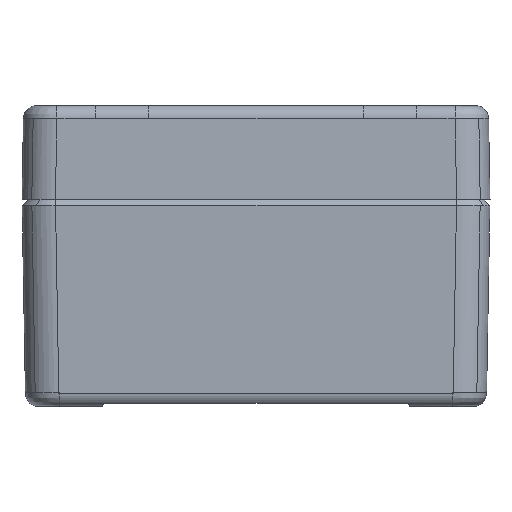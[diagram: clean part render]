
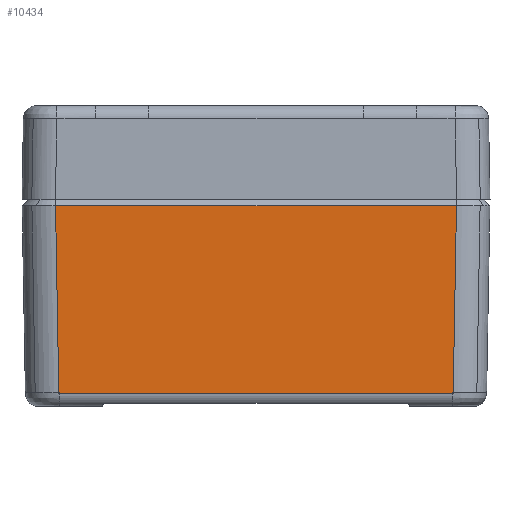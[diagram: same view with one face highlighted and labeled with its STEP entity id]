
A CAD part, front view. The second image highlights one B-rep face of the part: STEP entity #10434.
In plain terms, the highlighted planar face has unit normal (0, -1, -0.018).
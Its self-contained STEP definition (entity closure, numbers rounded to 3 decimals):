
#10371=AXIS2_PLACEMENT_3D('Plane Axis2P3D',#10368,#10369,#10370) ;
#2686=CARTESIAN_POINT('Control Point',(5.017,0.017,30.)) ;
#2687=CARTESIAN_POINT('Control Point',(5.505,0.506,2.031)) ;
#2688=CARTESIAN_POINT('Vertex',(5.017,0.017,30.)) ;
#2690=CARTESIAN_POINT('Vertex',(5.505,0.506,2.031)) ;
#2815=CARTESIAN_POINT('Vertex',(64.983,0.017,30.)) ;
#2819=CARTESIAN_POINT('Control Point',(64.983,0.017,30.)) ;
#2820=CARTESIAN_POINT('Control Point',(64.495,0.506,2.031)) ;
#2821=CARTESIAN_POINT('Vertex',(64.495,0.506,2.031)) ;
#10198=CARTESIAN_POINT('Control Point',(5.507,0.508,1.902)) ;
#10199=CARTESIAN_POINT('Control Point',(5.518,0.508,1.9)) ;
#10200=CARTESIAN_POINT('Control Point',(5.53,0.508,1.899)) ;
#10201=CARTESIAN_POINT('Control Point',(5.541,0.508,1.899)) ;
#10202=CARTESIAN_POINT('Vertex',(5.507,0.508,1.902)) ;
#10204=CARTESIAN_POINT('Vertex',(5.541,0.508,1.899)) ;
#10208=CARTESIAN_POINT('Control Point',(5.505,0.506,2.027)) ;
#10209=CARTESIAN_POINT('Control Point',(5.506,0.505,1.986)) ;
#10210=CARTESIAN_POINT('Control Point',(5.506,0.506,1.944)) ;
#10211=CARTESIAN_POINT('Control Point',(5.507,0.508,1.902)) ;
#10212=CARTESIAN_POINT('Vertex',(5.505,0.506,2.027)) ;
#10216=CARTESIAN_POINT('Control Point',(5.541,0.506,2.031)) ;
#10217=CARTESIAN_POINT('Control Point',(5.529,0.506,2.031)) ;
#10218=CARTESIAN_POINT('Control Point',(5.517,0.506,2.03)) ;
#10219=CARTESIAN_POINT('Control Point',(5.505,0.506,2.027)) ;
#10220=CARTESIAN_POINT('Vertex',(5.541,0.506,2.031)) ;
#10224=CARTESIAN_POINT('Control Point',(5.541,0.506,2.031)) ;
#10225=CARTESIAN_POINT('Control Point',(5.534,0.506,2.031)) ;
#10226=CARTESIAN_POINT('Control Point',(5.527,0.506,2.031)) ;
#10227=CARTESIAN_POINT('Control Point',(5.519,0.506,2.031)) ;
#10228=CARTESIAN_POINT('Control Point',(5.512,0.506,2.031)) ;
#10229=CARTESIAN_POINT('Control Point',(5.505,0.506,2.031)) ;
#10368=CARTESIAN_POINT('Axis2P3D Location',(5.017,0.017,30.)) ;
#10374=CARTESIAN_POINT('Control Point',(64.459,0.506,2.031)) ;
#10375=CARTESIAN_POINT('Control Point',(64.466,0.506,2.031)) ;
#10376=CARTESIAN_POINT('Control Point',(64.473,0.506,2.031)) ;
#10377=CARTESIAN_POINT('Control Point',(64.48,0.506,2.03)) ;
#10378=CARTESIAN_POINT('Control Point',(64.487,0.506,2.029)) ;
#10379=CARTESIAN_POINT('Control Point',(64.494,0.506,2.027)) ;
#10380=CARTESIAN_POINT('Control Point',(64.494,0.506,2.027)) ;
#10381=CARTESIAN_POINT('Control Point',(64.495,0.506,2.027)) ;
#10382=CARTESIAN_POINT('Control Point',(64.495,0.506,2.027)) ;
#10383=CARTESIAN_POINT('Vertex',(64.459,0.506,2.031)) ;
#10385=CARTESIAN_POINT('Vertex',(64.495,0.506,2.027)) ;
#10388=CARTESIAN_POINT('Line Origine',(64.477,0.506,2.031)) ;
#10393=CARTESIAN_POINT('Line Origine',(35.,0.017,30.)) ;
#10398=CARTESIAN_POINT('Line Origine',(35.,0.508,1.899)) ;
#10402=CARTESIAN_POINT('Vertex',(64.459,0.508,1.899)) ;
#10406=CARTESIAN_POINT('Control Point',(64.493,0.508,1.902)) ;
#10407=CARTESIAN_POINT('Control Point',(64.486,0.508,1.901)) ;
#10408=CARTESIAN_POINT('Control Point',(64.479,0.508,1.9)) ;
#10409=CARTESIAN_POINT('Control Point',(64.473,0.508,1.899)) ;
#10410=CARTESIAN_POINT('Control Point',(64.466,0.508,1.899)) ;
#10411=CARTESIAN_POINT('Control Point',(64.459,0.508,1.899)) ;
#10412=CARTESIAN_POINT('Vertex',(64.493,0.508,1.902)) ;
#10415=CARTESIAN_POINT('Line Origine',(64.494,0.507,1.965)) ;
#10369=DIRECTION('Axis2P3D Direction',(0.,-1.,-0.017)) ;
#10370=DIRECTION('Axis2P3D XDirection',(0.,0.017,-1.)) ;
#10389=DIRECTION('Vector Direction',(1.,0.,0.)) ;
#10394=DIRECTION('Vector Direction',(1.,0.,0.)) ;
#10399=DIRECTION('Vector Direction',(1.,0.,0.)) ;
#10416=DIRECTION('Vector Direction',(0.017,-0.017,1.)) ;
#10390=VECTOR('Line Direction',#10389,1.) ;
#10395=VECTOR('Line Direction',#10394,1.) ;
#10400=VECTOR('Line Direction',#10399,1.) ;
#10417=VECTOR('Line Direction',#10416,1.) ;
#10421=ORIENTED_EDGE('',*,*,#10387,.F.) ;
#10422=ORIENTED_EDGE('',*,*,#10392,.F.) ;
#10423=ORIENTED_EDGE('',*,*,#2823,.T.) ;
#10424=ORIENTED_EDGE('',*,*,#10397,.T.) ;
#10425=ORIENTED_EDGE('',*,*,#2692,.T.) ;
#10426=ORIENTED_EDGE('',*,*,#10230,.F.) ;
#10427=ORIENTED_EDGE('',*,*,#10222,.T.) ;
#10428=ORIENTED_EDGE('',*,*,#10214,.T.) ;
#10429=ORIENTED_EDGE('',*,*,#10206,.T.) ;
#10430=ORIENTED_EDGE('',*,*,#10404,.T.) ;
#10431=ORIENTED_EDGE('',*,*,#10414,.F.) ;
#10432=ORIENTED_EDGE('',*,*,#10419,.T.) ;
#10434=ADVANCED_FACE('Body',(#10433),#10372,.T.) ;
#10197=B_SPLINE_CURVE_WITH_KNOTS('',3,(#10198,#10199,#10200,#10201),.UNSPECIFIED.,.F.,.U.,(4,4),(0.336,0.383),.UNSPECIFIED.) ;
#10207=B_SPLINE_CURVE_WITH_KNOTS('',3,(#10208,#10209,#10210,#10211),.UNSPECIFIED.,.F.,.U.,(4,4),(0.006,0.191),.UNSPECIFIED.) ;
#10215=B_SPLINE_CURVE_WITH_KNOTS('',3,(#10216,#10217,#10218,#10219),.UNSPECIFIED.,.F.,.U.,(4,4),(0.,0.05),.UNSPECIFIED.) ;
#10373=B_SPLINE_CURVE_WITH_KNOTS('',5,(#10374,#10375,#10376,#10377,#10378,#10379,#10380,#10381,#10382),.UNSPECIFIED.,.F.,.U.,(6,3,6),(0.,0.048,0.05),.UNSPECIFIED.) ;
#10405=B_SPLINE_CURVE_WITH_KNOTS('',5,(#10406,#10407,#10408,#10409,#10410,#10411),.UNSPECIFIED.,.F.,.U.,(6,6),(0.336,0.383),.UNSPECIFIED.) ;
#2692=EDGE_CURVE('',#2689,#2691,#2685,.T.) ;
#2823=EDGE_CURVE('',#2822,#2816,#2818,.F.) ;
#10206=EDGE_CURVE('',#10203,#10205,#10197,.T.) ;
#10214=EDGE_CURVE('',#10213,#10203,#10207,.T.) ;
#10222=EDGE_CURVE('',#10221,#10213,#10215,.T.) ;
#10230=EDGE_CURVE('',#10221,#2691,#10223,.T.) ;
#10387=EDGE_CURVE('',#10384,#10386,#10373,.T.) ;
#10392=EDGE_CURVE('',#2822,#10384,#10391,.F.) ;
#10397=EDGE_CURVE('',#2816,#2689,#10396,.F.) ;
#10404=EDGE_CURVE('',#10205,#10403,#10401,.T.) ;
#10414=EDGE_CURVE('',#10413,#10403,#10405,.T.) ;
#10419=EDGE_CURVE('',#10413,#10386,#10418,.T.) ;
#10420=EDGE_LOOP('',(#10421,#10422,#10423,#10424,#10425,#10426,#10427,#10428,#10429,#10430,#10431,#10432)) ;
#10433=FACE_OUTER_BOUND('',#10420,.T.) ;
#10391=LINE('Line',#10388,#10390) ;
#10396=LINE('Line',#10393,#10395) ;
#10401=LINE('Line',#10398,#10400) ;
#10418=LINE('Line',#10415,#10417) ;
#10372=PLANE('',#10371) ;
#2689=VERTEX_POINT('',#2688) ;
#2691=VERTEX_POINT('',#2690) ;
#2816=VERTEX_POINT('',#2815) ;
#2822=VERTEX_POINT('',#2821) ;
#10203=VERTEX_POINT('',#10202) ;
#10205=VERTEX_POINT('',#10204) ;
#10213=VERTEX_POINT('',#10212) ;
#10221=VERTEX_POINT('',#10220) ;
#10384=VERTEX_POINT('',#10383) ;
#10386=VERTEX_POINT('',#10385) ;
#10403=VERTEX_POINT('',#10402) ;
#10413=VERTEX_POINT('',#10412) ;
#2685=(BOUNDED_CURVE()B_SPLINE_CURVE(1,(#2686,#2687),.UNSPECIFIED.,.F.,.U.)B_SPLINE_CURVE_WITH_KNOTS((2,2),(0.145,28.122),.UNSPECIFIED.)CURVE()GEOMETRIC_REPRESENTATION_ITEM()RATIONAL_B_SPLINE_CURVE((0.854,0.854))REPRESENTATION_ITEM('')) ;
#2818=(BOUNDED_CURVE()B_SPLINE_CURVE(1,(#2819,#2820),.UNSPECIFIED.,.F.,.U.)B_SPLINE_CURVE_WITH_KNOTS((2,2),(0.145,28.122),.UNSPECIFIED.)CURVE()GEOMETRIC_REPRESENTATION_ITEM()RATIONAL_B_SPLINE_CURVE((0.854,0.854))REPRESENTATION_ITEM('')) ;
#10223=(BOUNDED_CURVE()B_SPLINE_CURVE(5,(#10224,#10225,#10226,#10227,#10228,#10229),.UNSPECIFIED.,.F.,.U.)B_SPLINE_CURVE_WITH_KNOTS((6,6),(0.,0.034),.UNSPECIFIED.)CURVE()GEOMETRIC_REPRESENTATION_ITEM()RATIONAL_B_SPLINE_CURVE((1.,1.,1.,1.,1.,1.))REPRESENTATION_ITEM('')) ;
